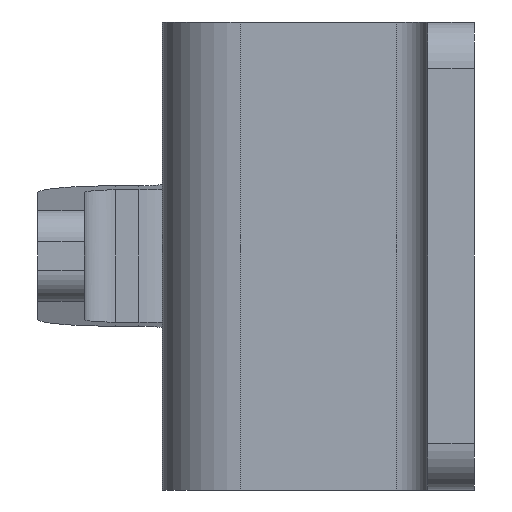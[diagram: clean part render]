
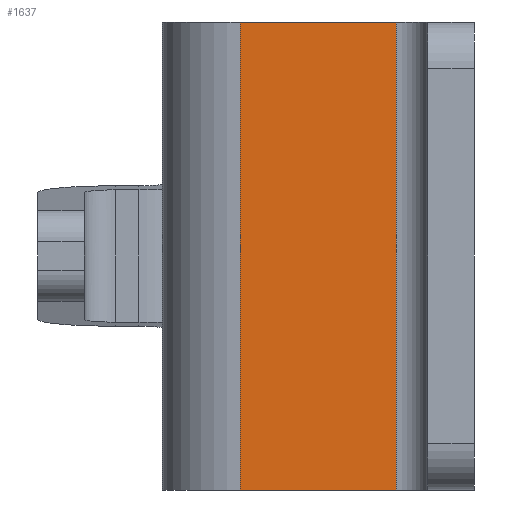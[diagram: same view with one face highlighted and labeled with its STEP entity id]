
A CAD part, left-side view. The second image highlights one B-rep face of the part: STEP entity #1637.
In plain terms, the highlighted planar face has unit normal (-1, 0, 0).
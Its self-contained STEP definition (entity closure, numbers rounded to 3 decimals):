
#187=DIRECTION('',(0.,1.,0.));
#188=VECTOR('',#187,10.);
#189=CARTESIAN_POINT('',(-103.,5.,15.));
#190=LINE('',#189,#188);
#410=DIRECTION('',(0.,0.,1.));
#411=VECTOR('',#410,30.);
#412=CARTESIAN_POINT('',(-103.,5.,-15.));
#413=LINE('',#412,#411);
#414=DIRECTION('',(0.,1.,0.));
#415=VECTOR('',#414,10.);
#416=CARTESIAN_POINT('',(-103.,5.,-15.));
#417=LINE('',#416,#415);
#422=DIRECTION('',(0.,0.,-1.));
#423=VECTOR('',#422,30.);
#424=CARTESIAN_POINT('',(-103.,15.,15.));
#425=LINE('',#424,#423);
#948=CARTESIAN_POINT('',(-103.,15.,-15.));
#949=VERTEX_POINT('',#948);
#950=CARTESIAN_POINT('',(-103.,5.,-15.));
#951=VERTEX_POINT('',#950);
#1034=CARTESIAN_POINT('',(-103.,5.,15.));
#1035=VERTEX_POINT('',#1034);
#1036=CARTESIAN_POINT('',(-103.,15.,15.));
#1037=VERTEX_POINT('',#1036);
#1625=CARTESIAN_POINT('',(-103.,20.,-15.));
#1626=DIRECTION('',(-1.,0.,0.));
#1627=DIRECTION('',(0.,-1.,0.));
#1628=AXIS2_PLACEMENT_3D('',#1625,#1626,#1627);
#1629=PLANE('',#1628);
#1631=ORIENTED_EDGE('',*,*,#1630,.F.);
#1632=ORIENTED_EDGE('',*,*,#1376,.F.);
#1633=ORIENTED_EDGE('',*,*,#1619,.F.);
#1634=ORIENTED_EDGE('',*,*,#1225,.T.);
#1635=EDGE_LOOP('',(#1631,#1632,#1633,#1634));
#1636=FACE_OUTER_BOUND('',#1635,.F.);
#1637=ADVANCED_FACE('',(#1636),#1629,.T.);
#1225=EDGE_CURVE('',#951,#949,#417,.T.);
#1376=EDGE_CURVE('',#1035,#1037,#190,.T.);
#1619=EDGE_CURVE('',#951,#1035,#413,.T.);
#1630=EDGE_CURVE('',#1037,#949,#425,.T.);
